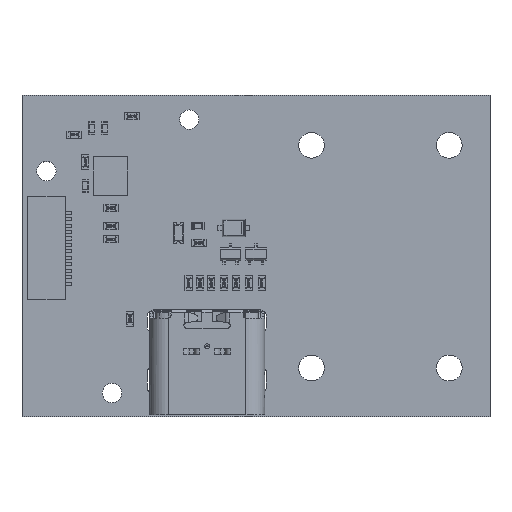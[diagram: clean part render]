
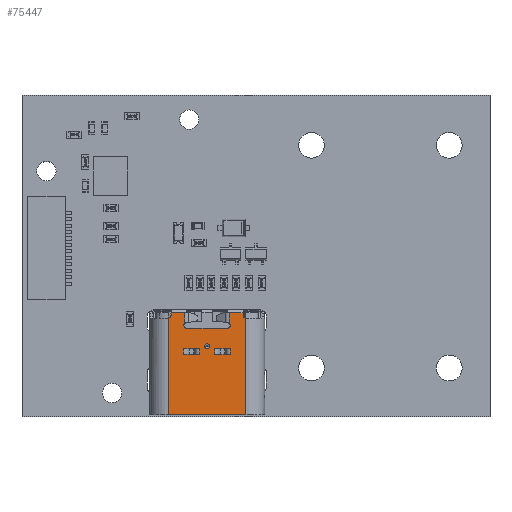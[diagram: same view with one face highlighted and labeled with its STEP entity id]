
A CAD part, top view. The second image highlights one B-rep face of the part: STEP entity #75447.
In plain terms, the highlighted face is planar.
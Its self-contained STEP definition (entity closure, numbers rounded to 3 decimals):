
#71341 = VERTEX_POINT('',#71342);
#71342 = CARTESIAN_POINT('',(5.875,3.765,-7.67));
#71779 = VERTEX_POINT('',#71780);
#71780 = CARTESIAN_POINT('',(2.425,3.765,-7.67));
#71839 = VERTEX_POINT('',#71840);
#71840 = CARTESIAN_POINT('',(1.13,3.765,0.25));
#72952 = VERTEX_POINT('',#72953);
#72953 = CARTESIAN_POINT('',(5.95,3.765,-4.85));
#72962 = VERTEX_POINT('',#72963);
#72963 = CARTESIAN_POINT('',(5.95,3.765,-4.45));
#72970 = EDGE_CURVE('',#72952,#72962,#72971,.T.);
#72971 = LINE('',#72972,#72973);
#72972 = CARTESIAN_POINT('',(5.95,3.765,-4.85));
#72973 = VECTOR('',#72974,1.);
#72974 = DIRECTION('',(0.,0.,1.));
#72985 = VERTEX_POINT('',#72986);
#72986 = CARTESIAN_POINT('',(4.75,3.765,-4.45));
#72995 = VERTEX_POINT('',#72996);
#72996 = CARTESIAN_POINT('',(4.75,3.765,-4.85));
#73003 = EDGE_CURVE('',#72985,#72995,#73004,.T.);
#73004 = LINE('',#73005,#73006);
#73005 = CARTESIAN_POINT('',(4.75,3.765,-4.45));
#73006 = VECTOR('',#73007,1.);
#73007 = DIRECTION('',(0.,0.,-1.));
#73017 = EDGE_CURVE('',#73018,#73020,#73022,.T.);
#73018 = VERTEX_POINT('',#73019);
#73019 = CARTESIAN_POINT('',(4.35,3.765,-5.05));
#73020 = VERTEX_POINT('',#73021);
#73021 = CARTESIAN_POINT('',(3.95,3.765,-5.05));
#73022 = CIRCLE('',#73023,0.2);
#73023 = AXIS2_PLACEMENT_3D('',#73024,#73025,#73026);
#73024 = CARTESIAN_POINT('',(4.15,3.765,-5.05));
#73025 = DIRECTION('',(0.,1.,0.));
#73026 = DIRECTION('',(1.,0.,0.));
#73049 = EDGE_CURVE('',#73020,#73018,#73050,.T.);
#73050 = CIRCLE('',#73051,0.2);
#73051 = AXIS2_PLACEMENT_3D('',#73052,#73053,#73054);
#73052 = CARTESIAN_POINT('',(4.15,3.765,-5.05));
#73053 = DIRECTION('',(0.,1.,0.));
#73054 = DIRECTION('',(-1.,0.,0.));
#73068 = VERTEX_POINT('',#73069);
#73069 = CARTESIAN_POINT('',(3.55,3.765,-4.85));
#73078 = VERTEX_POINT('',#73079);
#73079 = CARTESIAN_POINT('',(3.55,3.765,-4.45));
#73086 = EDGE_CURVE('',#73068,#73078,#73087,.T.);
#73087 = LINE('',#73088,#73089);
#73088 = CARTESIAN_POINT('',(3.55,3.765,-4.85));
#73089 = VECTOR('',#73090,1.);
#73090 = DIRECTION('',(0.,0.,1.));
#73101 = VERTEX_POINT('',#73102);
#73102 = CARTESIAN_POINT('',(2.35,3.765,-4.45));
#73111 = VERTEX_POINT('',#73112);
#73112 = CARTESIAN_POINT('',(2.35,3.765,-4.85));
#73119 = EDGE_CURVE('',#73101,#73111,#73120,.T.);
#73120 = LINE('',#73121,#73122);
#73121 = CARTESIAN_POINT('',(2.35,3.765,-4.45));
#73122 = VECTOR('',#73123,1.);
#73123 = DIRECTION('',(0.,0.,-1.));
#73134 = VERTEX_POINT('',#73135);
#73135 = CARTESIAN_POINT('',(2.425,3.765,-6.843));
#73149 = EDGE_CURVE('',#73134,#71779,#73150,.T.);
#73150 = LINE('',#73151,#73152);
#73151 = CARTESIAN_POINT('',(2.425,3.765,-6.843));
#73152 = VECTOR('',#73153,1.);
#73153 = DIRECTION('',(0.,0.,-1.));
#73165 = VERTEX_POINT('',#73166);
#73166 = CARTESIAN_POINT('',(5.875,3.765,-6.843));
#73175 = EDGE_CURVE('',#71341,#73165,#73176,.T.);
#73176 = LINE('',#73177,#73178);
#73177 = CARTESIAN_POINT('',(5.875,3.765,-7.67));
#73178 = VECTOR('',#73179,1.);
#73179 = DIRECTION('',(0.,0.,1.));
#73291 = EDGE_CURVE('',#73292,#71839,#73294,.T.);
#73292 = VERTEX_POINT('',#73293);
#73293 = CARTESIAN_POINT('',(1.13,3.765,-7.25));
#73294 = LINE('',#73295,#73296);
#73295 = CARTESIAN_POINT('',(1.13,3.765,-7.25));
#73296 = VECTOR('',#73297,1.);
#73297 = DIRECTION('',(0.,0.,1.));
#73666 = VERTEX_POINT('',#73667);
#73667 = CARTESIAN_POINT('',(7.17,3.765,0.25));
#73675 = EDGE_CURVE('',#73666,#71839,#73676,.T.);
#73676 = LINE('',#73677,#73678);
#73677 = CARTESIAN_POINT('',(7.17,3.765,0.25));
#73678 = VECTOR('',#73679,1.);
#73679 = DIRECTION('',(-1.,0.,0.));
#73699 = VERTEX_POINT('',#73700);
#73700 = CARTESIAN_POINT('',(5.95,3.765,-7.65));
#73708 = EDGE_CURVE('',#73699,#73709,#73711,.T.);
#73709 = VERTEX_POINT('',#73710);
#73710 = CARTESIAN_POINT('',(6.95,3.765,-7.65));
#73711 = LINE('',#73712,#73713);
#73712 = CARTESIAN_POINT('',(5.95,3.765,-7.65));
#73713 = VECTOR('',#73714,1.);
#73714 = DIRECTION('',(1.,0.,0.));
#73796 = EDGE_CURVE('',#71341,#73699,#73797,.T.);
#73797 = CIRCLE('',#73798,0.15);
#73798 = AXIS2_PLACEMENT_3D('',#73799,#73800,#73801);
#73799 = CARTESIAN_POINT('',(5.95,3.765,-7.8));
#73800 = DIRECTION('',(0.,1.,0.));
#73801 = DIRECTION('',(-0.5,0.,0.866));
#74024 = VERTEX_POINT('',#74025);
#74025 = CARTESIAN_POINT('',(2.35,3.765,-7.65));
#74054 = EDGE_CURVE('',#74024,#71779,#74055,.T.);
#74055 = CIRCLE('',#74056,0.15);
#74056 = AXIS2_PLACEMENT_3D('',#74057,#74058,#74059);
#74057 = CARTESIAN_POINT('',(2.35,3.765,-7.8));
#74058 = DIRECTION('',(0.,1.,0.));
#74059 = DIRECTION('',(0.,0.,1.));
#74069 = EDGE_CURVE('',#74070,#74024,#74072,.T.);
#74070 = VERTEX_POINT('',#74071);
#74071 = CARTESIAN_POINT('',(1.35,3.765,-7.65));
#74072 = LINE('',#74073,#74074);
#74073 = CARTESIAN_POINT('',(1.35,3.765,-7.65));
#74074 = VECTOR('',#74075,1.);
#74075 = DIRECTION('',(1.,0.,0.));
#75447 = ADVANCED_FACE('',(#75448,#75536,#75552,#75556),#75572,.F.);
#75448 = FACE_BOUND('',#75449,.T.);
#75449 = EDGE_LOOP('',(#75450,#75458,#75467,#75473,#75474,#75475,#75483,
    #75491,#75500,#75506,#75507,#75508,#75509,#75518,#75526,#75533,
    #75534,#75535));
#75450 = ORIENTED_EDGE('',*,*,#75451,.F.);
#75451 = EDGE_CURVE('',#75452,#74070,#75454,.T.);
#75452 = VERTEX_POINT('',#75453);
#75453 = CARTESIAN_POINT('',(1.35,3.765,-7.45));
#75454 = LINE('',#75455,#75456);
#75455 = CARTESIAN_POINT('',(1.35,3.765,-7.45));
#75456 = VECTOR('',#75457,1.);
#75457 = DIRECTION('',(0.,0.,-1.));
#75458 = ORIENTED_EDGE('',*,*,#75459,.F.);
#75459 = EDGE_CURVE('',#75460,#75452,#75462,.T.);
#75460 = VERTEX_POINT('',#75461);
#75461 = CARTESIAN_POINT('',(1.15,3.765,-7.25));
#75462 = CIRCLE('',#75463,0.2);
#75463 = AXIS2_PLACEMENT_3D('',#75464,#75465,#75466);
#75464 = CARTESIAN_POINT('',(1.15,3.765,-7.45));
#75465 = DIRECTION('',(0.,1.,0.));
#75466 = DIRECTION('',(0.,0.,1.));
#75467 = ORIENTED_EDGE('',*,*,#75468,.T.);
#75468 = EDGE_CURVE('',#75460,#73292,#75469,.T.);
#75469 = LINE('',#75470,#75471);
#75470 = CARTESIAN_POINT('',(1.15,3.765,-7.25));
#75471 = VECTOR('',#75472,1.);
#75472 = DIRECTION('',(-1.,0.,0.));
#75473 = ORIENTED_EDGE('',*,*,#73291,.T.);
#75474 = ORIENTED_EDGE('',*,*,#73675,.F.);
#75475 = ORIENTED_EDGE('',*,*,#75476,.T.);
#75476 = EDGE_CURVE('',#73666,#75477,#75479,.T.);
#75477 = VERTEX_POINT('',#75478);
#75478 = CARTESIAN_POINT('',(7.17,3.765,-7.25));
#75479 = LINE('',#75480,#75481);
#75480 = CARTESIAN_POINT('',(7.17,3.765,0.25));
#75481 = VECTOR('',#75482,1.);
#75482 = DIRECTION('',(0.,0.,-1.));
#75483 = ORIENTED_EDGE('',*,*,#75484,.F.);
#75484 = EDGE_CURVE('',#75485,#75477,#75487,.T.);
#75485 = VERTEX_POINT('',#75486);
#75486 = CARTESIAN_POINT('',(7.15,3.765,-7.25));
#75487 = LINE('',#75488,#75489);
#75488 = CARTESIAN_POINT('',(7.15,3.765,-7.25));
#75489 = VECTOR('',#75490,1.);
#75490 = DIRECTION('',(1.,0.,0.));
#75491 = ORIENTED_EDGE('',*,*,#75492,.F.);
#75492 = EDGE_CURVE('',#75493,#75485,#75495,.T.);
#75493 = VERTEX_POINT('',#75494);
#75494 = CARTESIAN_POINT('',(6.95,3.765,-7.45));
#75495 = CIRCLE('',#75496,0.2);
#75496 = AXIS2_PLACEMENT_3D('',#75497,#75498,#75499);
#75497 = CARTESIAN_POINT('',(7.15,3.765,-7.45));
#75498 = DIRECTION('',(0.,1.,0.));
#75499 = DIRECTION('',(-1.,0.,0.));
#75500 = ORIENTED_EDGE('',*,*,#75501,.T.);
#75501 = EDGE_CURVE('',#75493,#73709,#75502,.T.);
#75502 = LINE('',#75503,#75504);
#75503 = CARTESIAN_POINT('',(6.95,3.765,-7.45));
#75504 = VECTOR('',#75505,1.);
#75505 = DIRECTION('',(0.,0.,-1.));
#75506 = ORIENTED_EDGE('',*,*,#73708,.F.);
#75507 = ORIENTED_EDGE('',*,*,#73796,.F.);
#75508 = ORIENTED_EDGE('',*,*,#73175,.T.);
#75509 = ORIENTED_EDGE('',*,*,#75510,.F.);
#75510 = EDGE_CURVE('',#75511,#73165,#75513,.T.);
#75511 = VERTEX_POINT('',#75512);
#75512 = CARTESIAN_POINT('',(5.725,3.765,-6.45));
#75513 = CIRCLE('',#75514,0.225);
#75514 = AXIS2_PLACEMENT_3D('',#75515,#75516,#75517);
#75515 = CARTESIAN_POINT('',(5.725,3.765,-6.675));
#75516 = DIRECTION('',(0.,1.,0.));
#75517 = DIRECTION('',(0.,0.,1.));
#75518 = ORIENTED_EDGE('',*,*,#75519,.F.);
#75519 = EDGE_CURVE('',#75520,#75511,#75522,.T.);
#75520 = VERTEX_POINT('',#75521);
#75521 = CARTESIAN_POINT('',(2.575,3.765,-6.45));
#75522 = LINE('',#75523,#75524);
#75523 = CARTESIAN_POINT('',(2.575,3.765,-6.45));
#75524 = VECTOR('',#75525,1.);
#75525 = DIRECTION('',(1.,0.,0.));
#75526 = ORIENTED_EDGE('',*,*,#75527,.F.);
#75527 = EDGE_CURVE('',#73134,#75520,#75528,.T.);
#75528 = CIRCLE('',#75529,0.225);
#75529 = AXIS2_PLACEMENT_3D('',#75530,#75531,#75532);
#75530 = CARTESIAN_POINT('',(2.575,3.765,-6.675));
#75531 = DIRECTION('',(0.,1.,0.));
#75532 = DIRECTION('',(-0.667,0.,-0.745));
#75533 = ORIENTED_EDGE('',*,*,#73149,.T.);
#75534 = ORIENTED_EDGE('',*,*,#74054,.F.);
#75535 = ORIENTED_EDGE('',*,*,#74069,.F.);
#75536 = FACE_BOUND('',#75537,.T.);
#75537 = EDGE_LOOP('',(#75538,#75539,#75545,#75546));
#75538 = ORIENTED_EDGE('',*,*,#73119,.T.);
#75539 = ORIENTED_EDGE('',*,*,#75540,.T.);
#75540 = EDGE_CURVE('',#73111,#73068,#75541,.T.);
#75541 = LINE('',#75542,#75543);
#75542 = CARTESIAN_POINT('',(2.35,3.765,-4.85));
#75543 = VECTOR('',#75544,1.);
#75544 = DIRECTION('',(1.,0.,0.));
#75545 = ORIENTED_EDGE('',*,*,#73086,.T.);
#75546 = ORIENTED_EDGE('',*,*,#75547,.F.);
#75547 = EDGE_CURVE('',#73101,#73078,#75548,.T.);
#75548 = LINE('',#75549,#75550);
#75549 = CARTESIAN_POINT('',(2.35,3.765,-4.45));
#75550 = VECTOR('',#75551,1.);
#75551 = DIRECTION('',(1.,0.,0.));
#75552 = FACE_BOUND('',#75553,.T.);
#75553 = EDGE_LOOP('',(#75554,#75555));
#75554 = ORIENTED_EDGE('',*,*,#73049,.F.);
#75555 = ORIENTED_EDGE('',*,*,#73017,.F.);
#75556 = FACE_BOUND('',#75557,.T.);
#75557 = EDGE_LOOP('',(#75558,#75559,#75565,#75566));
#75558 = ORIENTED_EDGE('',*,*,#73003,.T.);
#75559 = ORIENTED_EDGE('',*,*,#75560,.T.);
#75560 = EDGE_CURVE('',#72995,#72952,#75561,.T.);
#75561 = LINE('',#75562,#75563);
#75562 = CARTESIAN_POINT('',(4.75,3.765,-4.85));
#75563 = VECTOR('',#75564,1.);
#75564 = DIRECTION('',(1.,0.,0.));
#75565 = ORIENTED_EDGE('',*,*,#72970,.T.);
#75566 = ORIENTED_EDGE('',*,*,#75567,.F.);
#75567 = EDGE_CURVE('',#72985,#72962,#75568,.T.);
#75568 = LINE('',#75569,#75570);
#75569 = CARTESIAN_POINT('',(4.75,3.765,-4.45));
#75570 = VECTOR('',#75571,1.);
#75571 = DIRECTION('',(1.,0.,0.));
#75572 = PLANE('',#75573);
#75573 = AXIS2_PLACEMENT_3D('',#75574,#75575,#75576);
#75574 = CARTESIAN_POINT('',(1.13,3.765,-7.75));
#75575 = DIRECTION('',(0.,-1.,0.));
#75576 = DIRECTION('',(0.,0.,-1.));
